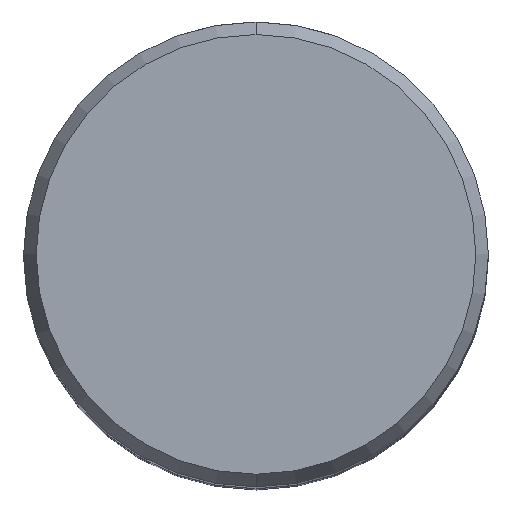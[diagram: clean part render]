
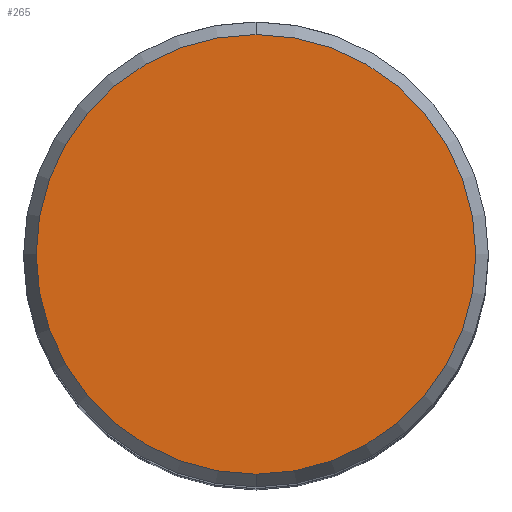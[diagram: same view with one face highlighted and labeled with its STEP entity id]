
A CAD part, top view. The second image highlights one B-rep face of the part: STEP entity #265.
In plain terms, the highlighted planar face has unit normal (0, 0, 1).
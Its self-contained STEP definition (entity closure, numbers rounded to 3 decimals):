
#221=EDGE_CURVE('',#365,#379,#597,.T.);
#241=EDGE_CURVE('',#379,#365,#621,.T.);
#265=ADVANCED_FACE('',(#645),#646,.T.);
#365=VERTEX_POINT('',#756);
#379=VERTEX_POINT('',#771);
#597=CIRCLE('',#1022,12.012);
#621=CIRCLE('',#1065,12.012);
#645=FACE_OUTER_BOUND('',#1169,.T.);
#646=PLANE('',#1170);
#756=CARTESIAN_POINT('',(0.,-12.012,0.));
#771=CARTESIAN_POINT('',(0.0,12.012,0.));
#1022=AXIS2_PLACEMENT_3D('',#1895,#1896,#1897);
#1065=AXIS2_PLACEMENT_3D('',#1923,#1924,#1925);
#1169=EDGE_LOOP('',(#1939,#1940));
#1170=AXIS2_PLACEMENT_3D('',#1941,#1942,#1943);
#1895=CARTESIAN_POINT('',(0.0,0.0,0.));
#1896=DIRECTION('',(0.0,0.0,-1.0));
#1897=DIRECTION('',(0.0,1.0,0.0));
#1923=CARTESIAN_POINT('',(0.0,0.0,0.));
#1924=DIRECTION('',(0.0,0.0,-1.0));
#1925=DIRECTION('',(0.0,1.0,0.0));
#1939=ORIENTED_EDGE('',*,*,#241,.F.);
#1940=ORIENTED_EDGE('',*,*,#221,.F.);
#1941=CARTESIAN_POINT('',(0.0,6.006,0.));
#1942=DIRECTION('',(-0.0,0.0,1.0));
#1943=DIRECTION('',(0.0,-1.0,0.0));
